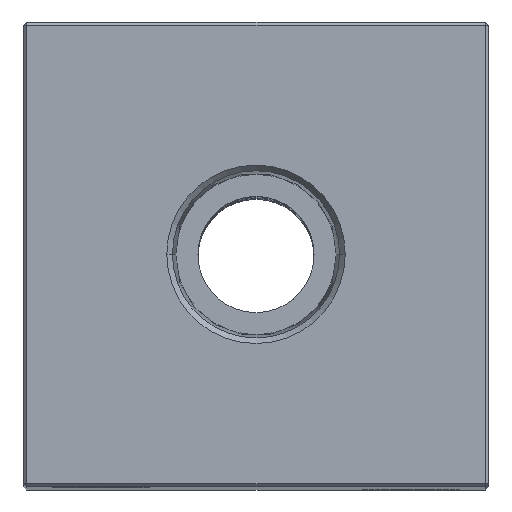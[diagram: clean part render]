
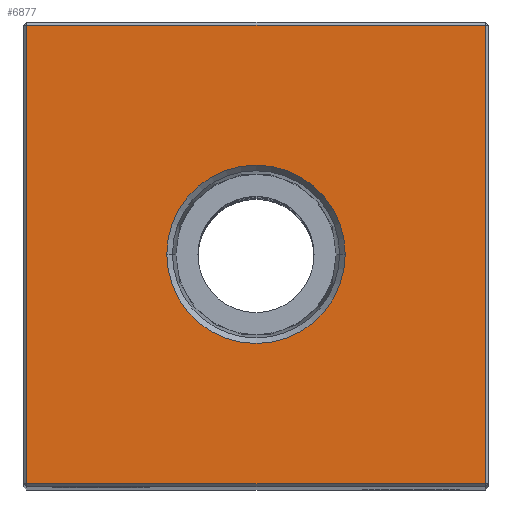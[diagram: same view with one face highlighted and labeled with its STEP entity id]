
A CAD part, top view. The second image highlights one B-rep face of the part: STEP entity #6877.
In plain terms, the highlighted planar face has unit normal (0, 0, 1).
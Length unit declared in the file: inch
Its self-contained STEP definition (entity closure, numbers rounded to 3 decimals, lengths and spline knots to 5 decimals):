
#179 = DIRECTION ( 'NONE',  ( -1., 0., 0. ) ) ;
#320 = EDGE_CURVE ( 'NONE', #13963, #2228, #8635, .T. ) ;
#588 = CARTESIAN_POINT ( 'NONE',  ( -0.74, -0.74, 6.25 ) ) ;
#672 = DIRECTION ( 'NONE',  ( 1., 0., 0. ) ) ;
#1028 = VECTOR ( 'NONE', #179, 39.37008 ) ;
#1101 = EDGE_LOOP ( 'NONE', ( #12414, #10235, #19728, #18107 ) ) ;
#1964 = EDGE_CURVE ( 'NONE', #23280, #13118, #11866, .T. ) ;
#2009 = LINE ( 'NONE', #23140, #16422 ) ;
#2227 = CARTESIAN_POINT ( 'NONE',  ( 0., 0., 6.25 ) ) ;
#2228 = VERTEX_POINT ( 'NONE', #588 ) ;
#2401 = CARTESIAN_POINT ( 'NONE',  ( 0.288, 0., 6.25 ) ) ;
#3211 = EDGE_CURVE ( 'NONE', #2228, #19195, #15763, .T. ) ;
#3603 = DIRECTION ( 'NONE',  ( 1., 0., 0. ) ) ;
#3957 = DIRECTION ( 'NONE',  ( 0., 0., 1. ) ) ;
#6413 = CARTESIAN_POINT ( 'NONE',  ( -0.74, 0., 6.25 ) ) ;
#6484 = EDGE_CURVE ( 'NONE', #13118, #23280, #12559, .T. ) ;
#6877 = ADVANCED_FACE ( 'NONE', ( #15276, #17258 ), #18992, .F. ) ;
#8635 = LINE ( 'NONE', #6413, #14590 ) ;
#8738 = CARTESIAN_POINT ( 'NONE',  ( -0.288, 0., 6.25 ) ) ;
#9326 = CARTESIAN_POINT ( 'NONE',  ( 0., 0.74, 6.25 ) ) ;
#9539 = DIRECTION ( 'NONE',  ( 0., 1., 0. ) ) ;
#9583 = DIRECTION ( 'NONE',  ( -1., 0., 0. ) ) ;
#10235 = ORIENTED_EDGE ( 'NONE', *, *, #3211, .T. ) ;
#10979 = ORIENTED_EDGE ( 'NONE', *, *, #1964, .F. ) ;
#11187 = LINE ( 'NONE', #9326, #1028 ) ;
#11866 = CIRCLE ( 'NONE', #13437, 0.288 ) ;
#12414 = ORIENTED_EDGE ( 'NONE', *, *, #320, .T. ) ;
#12559 = CIRCLE ( 'NONE', #16113, 0.288 ) ;
#13118 = VERTEX_POINT ( 'NONE', #8738 ) ;
#13437 = AXIS2_PLACEMENT_3D ( 'NONE', #2227, #3957, #3603 ) ;
#13955 = DIRECTION ( 'NONE',  ( 0., -1., 0. ) ) ;
#13963 = VERTEX_POINT ( 'NONE', #23841 ) ;
#14590 = VECTOR ( 'NONE', #13955, 39.37008 ) ;
#14736 = ORIENTED_EDGE ( 'NONE', *, *, #6484, .F. ) ;
#15153 = CARTESIAN_POINT ( 'NONE',  ( 0., 0., 6.25 ) ) ;
#15276 = FACE_OUTER_BOUND ( 'NONE', #1101, .T. ) ;
#15646 = DIRECTION ( 'NONE',  ( 0., 0., -1. ) ) ;
#15763 = LINE ( 'NONE', #15999, #18431 ) ;
#15999 = CARTESIAN_POINT ( 'NONE',  ( 0., -0.74, 6.25 ) ) ;
#16113 = AXIS2_PLACEMENT_3D ( 'NONE', #16562, #24230, #18411 ) ;
#16422 = VECTOR ( 'NONE', #9539, 39.37008 ) ;
#16562 = CARTESIAN_POINT ( 'NONE',  ( 0., 0., 6.25 ) ) ;
#16985 = CARTESIAN_POINT ( 'NONE',  ( 0.74, -0.74, 6.25 ) ) ;
#17166 = VERTEX_POINT ( 'NONE', #23564 ) ;
#17258 = FACE_BOUND ( 'NONE', #20669, .T. ) ;
#18107 = ORIENTED_EDGE ( 'NONE', *, *, #18905, .T. ) ;
#18405 = EDGE_CURVE ( 'NONE', #19195, #17166, #2009, .T. ) ;
#18411 = DIRECTION ( 'NONE',  ( 1., 0., 0. ) ) ;
#18431 = VECTOR ( 'NONE', #672, 39.37008 ) ;
#18494 = AXIS2_PLACEMENT_3D ( 'NONE', #15153, #15646, #9583 ) ;
#18905 = EDGE_CURVE ( 'NONE', #17166, #13963, #11187, .T. ) ;
#18992 = PLANE ( 'NONE',  #18494 ) ;
#19195 = VERTEX_POINT ( 'NONE', #16985 ) ;
#19728 = ORIENTED_EDGE ( 'NONE', *, *, #18405, .T. ) ;
#20669 = EDGE_LOOP ( 'NONE', ( #10979, #14736 ) ) ;
#23140 = CARTESIAN_POINT ( 'NONE',  ( 0.74, 0., 6.25 ) ) ;
#23280 = VERTEX_POINT ( 'NONE', #2401 ) ;
#23564 = CARTESIAN_POINT ( 'NONE',  ( 0.74, 0.74, 6.25 ) ) ;
#23841 = CARTESIAN_POINT ( 'NONE',  ( -0.74, 0.74, 6.25 ) ) ;
#24230 = DIRECTION ( 'NONE',  ( 0., 0., 1. ) ) ;
